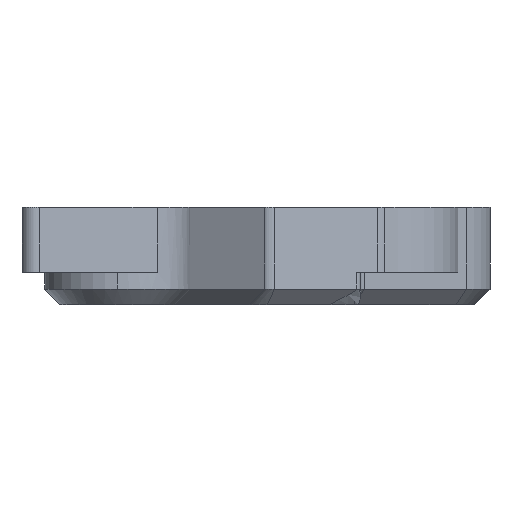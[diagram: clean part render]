
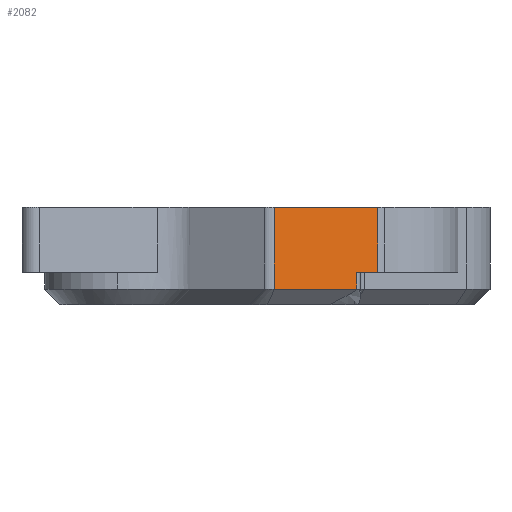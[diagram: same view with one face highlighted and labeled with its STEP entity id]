
A CAD part, left-side view. The second image highlights one B-rep face of the part: STEP entity #2082.
In plain terms, the highlighted planar face has unit normal (-0.877, -0.481, 0).
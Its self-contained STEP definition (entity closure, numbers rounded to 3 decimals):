
#76 = ORIENTED_EDGE ( 'NONE', *, *, #5688, .F. ) ;
#95 = CARTESIAN_POINT ( 'NONE',  ( -9.531, -31.488, -8.7 ) ) ;
#172 = CARTESIAN_POINT ( 'NONE',  ( -21.34, -9.979, 12.7 ) ) ;
#188 = VECTOR ( 'NONE', #210, 1000. ) ;
#210 = DIRECTION ( 'NONE',  ( 0., 0., -1. ) ) ;
#259 = CARTESIAN_POINT ( 'NONE',  ( -6.534, -36.948, -4.3 ) ) ;
#278 = DIRECTION ( 'NONE',  ( 0.481, -0.877, 0. ) ) ;
#670 = VECTOR ( 'NONE', #4110, 1000. ) ;
#770 = DIRECTION ( 'NONE',  ( -0.481, 0.877, 0. ) ) ;
#794 = DIRECTION ( 'NONE',  ( 0.481, -0.877, 0. ) ) ;
#875 = ORIENTED_EDGE ( 'NONE', *, *, #2698, .T. ) ;
#932 = VECTOR ( 'NONE', #794, 1000. ) ;
#1156 = EDGE_CURVE ( 'NONE', #5876, #1430, #6113, .T. ) ;
#1227 = CARTESIAN_POINT ( 'NONE',  ( -21.34, -9.979, 12.7 ) ) ;
#1430 = VERTEX_POINT ( 'NONE', #5166 ) ;
#1468 = LINE ( 'NONE', #3049, #188 ) ;
#1859 = ORIENTED_EDGE ( 'NONE', *, *, #1156, .T. ) ;
#1975 = DIRECTION ( 'NONE',  ( 0.481, -0.877, 0. ) ) ;
#2082 = ADVANCED_FACE ( 'NONE', ( #5569 ), #3125, .F. ) ;
#2221 = DIRECTION ( 'NONE',  ( 0., 0., -1. ) ) ;
#2237 = VECTOR ( 'NONE', #1975, 1000. ) ;
#2677 = CARTESIAN_POINT ( 'NONE',  ( -9.531, -31.488, 12.7 ) ) ;
#2698 = EDGE_CURVE ( 'NONE', #5357, #5876, #3223, .T. ) ;
#2708 = DIRECTION ( 'NONE',  ( 0.877, 0.481, 0. ) ) ;
#2730 = VERTEX_POINT ( 'NONE', #172 ) ;
#2830 = LINE ( 'NONE', #3220, #3362 ) ;
#2862 = ORIENTED_EDGE ( 'NONE', *, *, #5478, .T. ) ;
#2915 = EDGE_CURVE ( 'NONE', #1430, #6167, #4884, .T. ) ;
#3049 = CARTESIAN_POINT ( 'NONE',  ( -21.34, -9.979, 12.7 ) ) ;
#3125 = PLANE ( 'NONE',  #4121 ) ;
#3135 = ORIENTED_EDGE ( 'NONE', *, *, #4182, .F. ) ;
#3220 = CARTESIAN_POINT ( 'NONE',  ( -6.534, -36.948, 12.7 ) ) ;
#3223 = LINE ( 'NONE', #3911, #2237 ) ;
#3362 = VECTOR ( 'NONE', #2221, 1000. ) ;
#3631 = CARTESIAN_POINT ( 'NONE',  ( -21.34, -9.979, 12.7 ) ) ;
#3911 = CARTESIAN_POINT ( 'NONE',  ( -21.34, -9.979, -8.7 ) ) ;
#4084 = ORIENTED_EDGE ( 'NONE', *, *, #2915, .T. ) ;
#4110 = DIRECTION ( 'NONE',  ( 0., 0., 1. ) ) ;
#4121 = AXIS2_PLACEMENT_3D ( 'NONE', #1227, #2708, #770 ) ;
#4182 = EDGE_CURVE ( 'NONE', #4820, #6167, #2830, .T. ) ;
#4654 = VECTOR ( 'NONE', #278, 1000. ) ;
#4820 = VERTEX_POINT ( 'NONE', #5472 ) ;
#4884 = LINE ( 'NONE', #5653, #4654 ) ;
#4896 = EDGE_LOOP ( 'NONE', ( #875, #1859, #4084, #3135, #76, #2862 ) ) ;
#5166 = CARTESIAN_POINT ( 'NONE',  ( -9.531, -31.488, -4.3 ) ) ;
#5355 = CARTESIAN_POINT ( 'NONE',  ( -21.34, -9.979, -8.7 ) ) ;
#5357 = VERTEX_POINT ( 'NONE', #5355 ) ;
#5472 = CARTESIAN_POINT ( 'NONE',  ( -6.534, -36.948, 12.7 ) ) ;
#5478 = EDGE_CURVE ( 'NONE', #2730, #5357, #1468, .T. ) ;
#5569 = FACE_OUTER_BOUND ( 'NONE', #4896, .T. ) ;
#5653 = CARTESIAN_POINT ( 'NONE',  ( -1.746, -45.669, -4.3 ) ) ;
#5688 = EDGE_CURVE ( 'NONE', #2730, #4820, #6085, .T. ) ;
#5876 = VERTEX_POINT ( 'NONE', #95 ) ;
#6085 = LINE ( 'NONE', #3631, #932 ) ;
#6113 = LINE ( 'NONE', #2677, #670 ) ;
#6167 = VERTEX_POINT ( 'NONE', #259 ) ;
